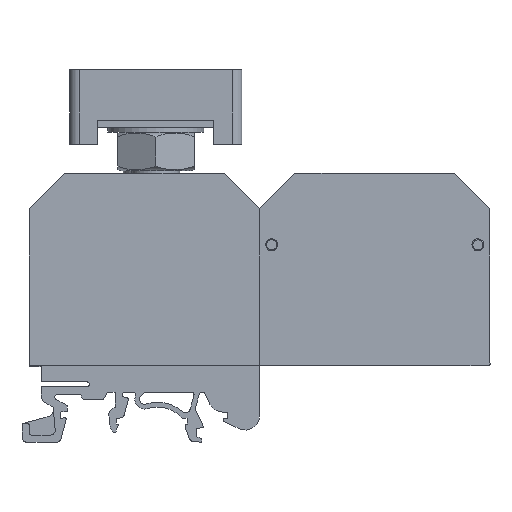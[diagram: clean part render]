
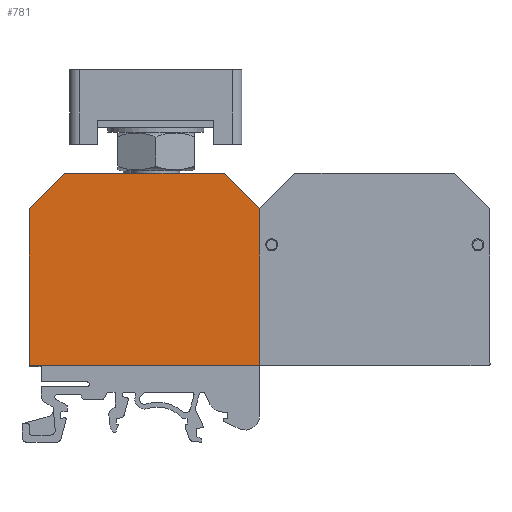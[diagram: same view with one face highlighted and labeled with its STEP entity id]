
A CAD part, front view. The second image highlights one B-rep face of the part: STEP entity #781.
In plain terms, the highlighted face is planar.
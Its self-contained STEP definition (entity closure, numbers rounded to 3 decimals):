
#781 = ADVANCED_FACE( '', ( #2255 ), #2256, .T. );
#2255 = FACE_OUTER_BOUND( '', #4476, .T. );
#2256 = PLANE( '', #4477 );
#4476 = EDGE_LOOP( '', ( #6722, #6723, #6724, #6725, #6726, #6727, #6728, #6729 ) );
#4477 = AXIS2_PLACEMENT_3D( '', #6730, #6731, #6732 );
#6722 = ORIENTED_EDGE( '', *, *, #13497, .T. );
#6723 = ORIENTED_EDGE( '', *, *, #13498, .T. );
#6724 = ORIENTED_EDGE( '', *, *, #13499, .T. );
#6725 = ORIENTED_EDGE( '', *, *, #13500, .T. );
#6726 = ORIENTED_EDGE( '', *, *, #13501, .T. );
#6727 = ORIENTED_EDGE( '', *, *, #13502, .T. );
#6728 = ORIENTED_EDGE( '', *, *, #13503, .T. );
#6729 = ORIENTED_EDGE( '', *, *, #13484, .T. );
#6730 = CARTESIAN_POINT( '', ( 72.491, 2., -11.823 ) );
#6731 = DIRECTION( '', ( 0., 1., 0. ) );
#6732 = DIRECTION( '', ( 0., 0., 1. ) );
#13484 = EDGE_CURVE( '', #16188, #16186, #16189, .T. );
#13497 = EDGE_CURVE( '', #16186, #16210, #16211, .T. );
#13498 = EDGE_CURVE( '', #16210, #16212, #16213, .T. );
#13499 = EDGE_CURVE( '', #16212, #16214, #16215, .T. );
#13500 = EDGE_CURVE( '', #16214, #16216, #16217, .T. );
#13501 = EDGE_CURVE( '', #16216, #16218, #16219, .T. );
#13502 = EDGE_CURVE( '', #16218, #16220, #16221, .T. );
#13503 = EDGE_CURVE( '', #16220, #16188, #16222, .T. );
#16186 = VERTEX_POINT( '', #20199 );
#16188 = VERTEX_POINT( '', #20202 );
#16189 = LINE( '', #20203, #20204 );
#16210 = VERTEX_POINT( '', #20232 );
#16211 = CIRCLE( '', #20233, 0.2 );
#16212 = VERTEX_POINT( '', #20234 );
#16213 = LINE( '', #20235, #20236 );
#16214 = VERTEX_POINT( '', #20237 );
#16215 = CIRCLE( '', #20238, 0.2 );
#16216 = VERTEX_POINT( '', #20239 );
#16217 = LINE( '', #20240, #20241 );
#16218 = VERTEX_POINT( '', #20242 );
#16219 = LINE( '', #20243, #20244 );
#16220 = VERTEX_POINT( '', #20245 );
#16221 = LINE( '', #20246, #20247 );
#16222 = LINE( '', #20248, #20249 );
#20199 = CARTESIAN_POINT( '', ( 72.691, 2., -11.823 ) );
#20202 = CARTESIAN_POINT( '', ( 72.691, 2., 20.64 ) );
#20203 = CARTESIAN_POINT( '', ( 72.691, 2., -11.823 ) );
#20204 = VECTOR( '', #25921, 1000. );
#20232 = CARTESIAN_POINT( '', ( 72.491, 2., -12.023 ) );
#20233 = AXIS2_PLACEMENT_3D( '', #25935, #25936, #25937 );
#20234 = CARTESIAN_POINT( '', ( 24.93, 2., -12.023 ) );
#20235 = CARTESIAN_POINT( '', ( 72.491, 2., -12.023 ) );
#20236 = VECTOR( '', #25938, 1000. );
#20237 = CARTESIAN_POINT( '', ( 24.73, 2., -11.823 ) );
#20238 = AXIS2_PLACEMENT_3D( '', #25939, #25940, #25941 );
#20239 = CARTESIAN_POINT( '', ( 24.73, 2., 20.64 ) );
#20240 = CARTESIAN_POINT( '', ( 24.73, 2., 20.585 ) );
#20241 = VECTOR( '', #25942, 1000. );
#20242 = CARTESIAN_POINT( '', ( 32.068, 2., 27.977 ) );
#20243 = CARTESIAN_POINT( '', ( 32.068, 2., 27.977 ) );
#20244 = VECTOR( '', #25943, 1000. );
#20245 = CARTESIAN_POINT( '', ( 65.353, 2., 27.977 ) );
#20246 = CARTESIAN_POINT( '', ( 65.353, 2., 27.977 ) );
#20247 = VECTOR( '', #25944, 1000. );
#20248 = CARTESIAN_POINT( '', ( 72.691, 2., 20.64 ) );
#20249 = VECTOR( '', #25945, 1000. );
#25921 = DIRECTION( '', ( 0., 0., -1. ) );
#25935 = CARTESIAN_POINT( '', ( 72.491, 2., -11.823 ) );
#25936 = DIRECTION( '', ( 0., 1., 0. ) );
#25937 = DIRECTION( '', ( 0., 0., 1. ) );
#25938 = DIRECTION( '', ( -1., 0., 0. ) );
#25939 = CARTESIAN_POINT( '', ( 24.93, 2., -11.823 ) );
#25940 = DIRECTION( '', ( 0., 1., 0. ) );
#25941 = DIRECTION( '', ( 0., 0., -1. ) );
#25942 = DIRECTION( '', ( 0., 0., 1. ) );
#25943 = DIRECTION( '', ( 0.707, 0., 0.707 ) );
#25944 = DIRECTION( '', ( 1., 0., 0. ) );
#25945 = DIRECTION( '', ( 0.707, 0., -0.707 ) );
